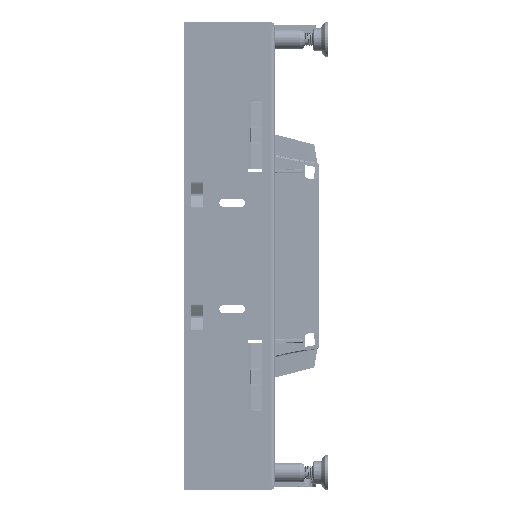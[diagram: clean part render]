
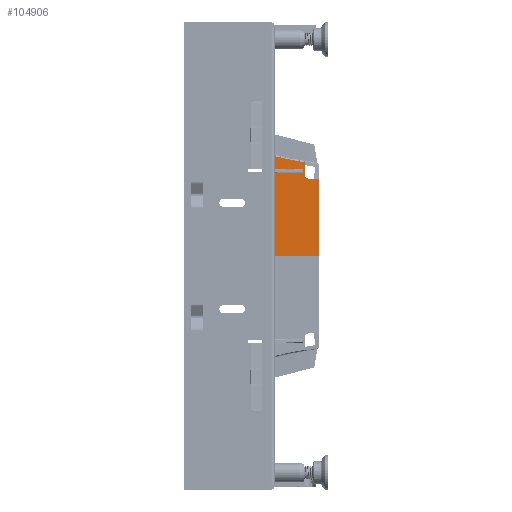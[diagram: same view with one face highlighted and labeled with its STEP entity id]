
A CAD part, left-side view. The second image highlights one B-rep face of the part: STEP entity #104906.
In plain terms, the highlighted face is planar.
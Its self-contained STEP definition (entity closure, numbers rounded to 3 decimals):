
#104873=AXIS2_PLACEMENT_3D('Plane Axis2P3D',#104870,#104871,#104872) ;
#82557=CARTESIAN_POINT('Vertex',(-46.992,87.486,26.709)) ;
#82663=CARTESIAN_POINT('Vertex',(-49.481,87.491,27.009)) ;
#86929=CARTESIAN_POINT('Vertex',(-56.823,87.491,27.009)) ;
#92626=CARTESIAN_POINT('Vertex',(-0.2,87.486,26.709)) ;
#92629=CARTESIAN_POINT('Line Origine',(-28.511,87.486,26.709)) ;
#92646=CARTESIAN_POINT('Line Origine',(-47.105,87.26,13.75)) ;
#92650=CARTESIAN_POINT('Vertex',(-47.147,87.177,9.)) ;
#92672=CARTESIAN_POINT('Line Origine',(-48.235,87.177,9.)) ;
#92676=CARTESIAN_POINT('Vertex',(-49.324,87.177,9.)) ;
#92700=CARTESIAN_POINT('Line Origine',(-49.365,87.26,13.75)) ;
#92717=CARTESIAN_POINT('Line Origine',(-57.914,87.491,27.009)) ;
#96916=CARTESIAN_POINT('Vertex',(-45.785,87.16,8.)) ;
#96920=CARTESIAN_POINT('Control Point',(-43.788,87.127,6.105)) ;
#96921=CARTESIAN_POINT('Control Point',(-43.82,87.137,6.711)) ;
#96922=CARTESIAN_POINT('Control Point',(-44.081,87.148,7.306)) ;
#96923=CARTESIAN_POINT('Control Point',(-44.57,87.156,7.77)) ;
#96924=CARTESIAN_POINT('Control Point',(-45.178,87.16,8.)) ;
#96925=CARTESIAN_POINT('Control Point',(-45.785,87.16,8.)) ;
#96926=CARTESIAN_POINT('Vertex',(-43.788,87.127,6.105)) ;
#101324=CARTESIAN_POINT('Control Point',(-56.823,87.491,27.009)) ;
#101325=CARTESIAN_POINT('Control Point',(-55.885,87.426,23.24)) ;
#101326=CARTESIAN_POINT('Control Point',(-55.02,87.36,19.453)) ;
#101327=CARTESIAN_POINT('Control Point',(-54.23,87.293,15.649)) ;
#101328=CARTESIAN_POINT('Control Point',(-53.514,87.226,11.831)) ;
#101329=CARTESIAN_POINT('Control Point',(-52.873,87.16,8.)) ;
#101330=CARTESIAN_POINT('Vertex',(-52.873,87.16,8.)) ;
#101847=CARTESIAN_POINT('Line Origine',(-49.329,87.16,8.)) ;
#104870=CARTESIAN_POINT('Axis2P3D Location',(-57.35,87.5,27.5)) ;
#104875=CARTESIAN_POINT('Line Origine',(-0.2,87.26,13.75)) ;
#104879=CARTESIAN_POINT('Vertex',(-0.2,87.02,0.)) ;
#104882=CARTESIAN_POINT('Line Origine',(-57.843,87.02,0.)) ;
#104886=CARTESIAN_POINT('Vertex',(-43.468,87.02,0.)) ;
#104890=CARTESIAN_POINT('Control Point',(-43.468,87.02,0.)) ;
#104891=CARTESIAN_POINT('Control Point',(-43.788,87.127,6.105)) ;
#92630=DIRECTION('Vector Direction',(1.,0.,0.)) ;
#92647=DIRECTION('Vector Direction',(0.009,0.017,1.)) ;
#92673=DIRECTION('Vector Direction',(-1.,0.,0.)) ;
#92701=DIRECTION('Vector Direction',(-0.009,0.017,1.)) ;
#92718=DIRECTION('Vector Direction',(-1.,0.,0.)) ;
#101848=DIRECTION('Vector Direction',(-1.,0.,0.)) ;
#104871=DIRECTION('Axis2P3D Direction',(0.,1.,-0.017)) ;
#104872=DIRECTION('Axis2P3D XDirection',(-1.,0.,0.)) ;
#104876=DIRECTION('Vector Direction',(0.,0.017,1.)) ;
#104883=DIRECTION('Vector Direction',(-1.,0.,0.)) ;
#92631=VECTOR('Line Direction',#92630,1.) ;
#92648=VECTOR('Line Direction',#92647,1.) ;
#92674=VECTOR('Line Direction',#92673,1.) ;
#92702=VECTOR('Line Direction',#92701,1.) ;
#92719=VECTOR('Line Direction',#92718,1.) ;
#101849=VECTOR('Line Direction',#101848,1.) ;
#104877=VECTOR('Line Direction',#104876,1.) ;
#104884=VECTOR('Line Direction',#104883,1.) ;
#104894=ORIENTED_EDGE('',*,*,#104881,.F.) ;
#104895=ORIENTED_EDGE('',*,*,#104888,.F.) ;
#104896=ORIENTED_EDGE('',*,*,#104892,.T.) ;
#104897=ORIENTED_EDGE('',*,*,#96928,.F.) ;
#104898=ORIENTED_EDGE('',*,*,#101851,.T.) ;
#104899=ORIENTED_EDGE('',*,*,#101332,.F.) ;
#104900=ORIENTED_EDGE('',*,*,#92721,.T.) ;
#104901=ORIENTED_EDGE('',*,*,#92704,.F.) ;
#104902=ORIENTED_EDGE('',*,*,#92678,.T.) ;
#104903=ORIENTED_EDGE('',*,*,#92652,.F.) ;
#104904=ORIENTED_EDGE('',*,*,#92633,.T.) ;
#104906=ADVANCED_FACE('Corps principal',(#104905),#104874,.T.) ;
#96919=B_SPLINE_CURVE_WITH_KNOTS('',5,(#96920,#96921,#96922,#96923,#96924,#96925),.UNSPECIFIED.,.F.,.U.,(6,6),(0.,4.295),.UNSPECIFIED.) ;
#101323=B_SPLINE_CURVE_WITH_KNOTS('',5,(#101324,#101325,#101326,#101327,#101328,#101329),.UNSPECIFIED.,.F.,.U.,(6,6),(52.229,79.67),.UNSPECIFIED.) ;
#104889=B_SPLINE_CURVE_WITH_KNOTS('',1,(#104890,#104891),.UNSPECIFIED.,.F.,.U.,(2,2),(-4.006,2.108),.UNSPECIFIED.) ;
#92633=EDGE_CURVE('',#82558,#92627,#92632,.T.) ;
#92652=EDGE_CURVE('',#82558,#92651,#92649,.F.) ;
#92678=EDGE_CURVE('',#92677,#92651,#92675,.F.) ;
#92704=EDGE_CURVE('',#92677,#82664,#92703,.T.) ;
#92721=EDGE_CURVE('',#86930,#82664,#92720,.F.) ;
#96928=EDGE_CURVE('',#96917,#96927,#96919,.F.) ;
#101332=EDGE_CURVE('',#86930,#101331,#101323,.T.) ;
#101851=EDGE_CURVE('',#96917,#101331,#101850,.T.) ;
#104881=EDGE_CURVE('',#104880,#92627,#104878,.T.) ;
#104888=EDGE_CURVE('',#104887,#104880,#104885,.F.) ;
#104892=EDGE_CURVE('',#104887,#96927,#104889,.T.) ;
#104893=EDGE_LOOP('',(#104894,#104895,#104896,#104897,#104898,#104899,#104900,#104901,#104902,#104903,#104904)) ;
#104905=FACE_OUTER_BOUND('',#104893,.T.) ;
#92632=LINE('Line',#92629,#92631) ;
#92649=LINE('Line',#92646,#92648) ;
#92675=LINE('Line',#92672,#92674) ;
#92703=LINE('Line',#92700,#92702) ;
#92720=LINE('Line',#92717,#92719) ;
#101850=LINE('Line',#101847,#101849) ;
#104878=LINE('Line',#104875,#104877) ;
#104885=LINE('Line',#104882,#104884) ;
#104874=PLANE('',#104873) ;
#82558=VERTEX_POINT('',#82557) ;
#82664=VERTEX_POINT('',#82663) ;
#86930=VERTEX_POINT('',#86929) ;
#92627=VERTEX_POINT('',#92626) ;
#92651=VERTEX_POINT('',#92650) ;
#92677=VERTEX_POINT('',#92676) ;
#96917=VERTEX_POINT('',#96916) ;
#96927=VERTEX_POINT('',#96926) ;
#101331=VERTEX_POINT('',#101330) ;
#104880=VERTEX_POINT('',#104879) ;
#104887=VERTEX_POINT('',#104886) ;
